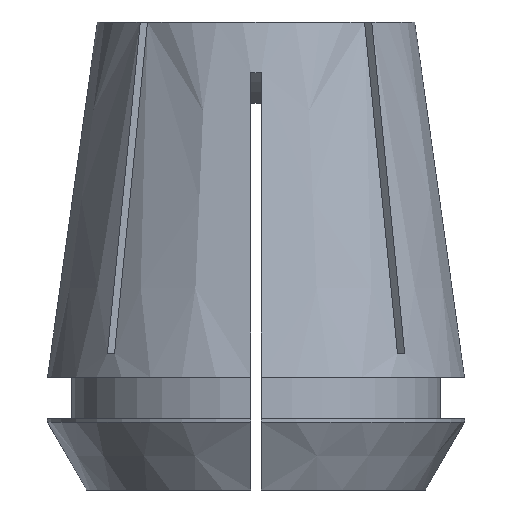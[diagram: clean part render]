
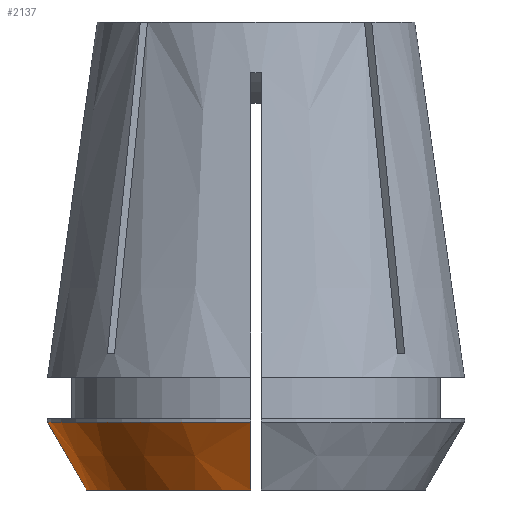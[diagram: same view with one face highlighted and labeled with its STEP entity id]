
A CAD part, front view. The second image highlights one B-rep face of the part: STEP entity #2137.
In plain terms, the highlighted conical face has half-angle 30 degrees and reference radius 16.659 mm.
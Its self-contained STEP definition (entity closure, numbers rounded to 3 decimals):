
#23 = CARTESIAN_POINT ( 'NONE',  ( -0.5, -16.651, -46. ) ) ;
#43 = CARTESIAN_POINT ( 'NONE',  ( -18.429, -0.5, -42.921 ) ) ;
#101 = VERTEX_POINT ( 'NONE', #435 ) ;
#122 = VERTEX_POINT ( 'NONE', #23 ) ;
#135 = ORIENTED_EDGE ( 'NONE', *, *, #1061, .T. ) ;
#258 = CARTESIAN_POINT ( 'NONE',  ( -20.494, -0.5, -39.346 ) ) ;
#362 = DIRECTION ( 'NONE',  ( 0., 0., 1. ) ) ;
#373 = CARTESIAN_POINT ( 'NONE',  ( 0., 0., -46. ) ) ;
#435 = CARTESIAN_POINT ( 'NONE',  ( -16.651, -0.5, -46. ) ) ;
#460 = CARTESIAN_POINT ( 'NONE',  ( -0.5, -20.494, -39.346 ) ) ;
#548 = DIRECTION ( 'NONE',  ( 1., 0., 0. ) ) ;
#763 = B_SPLINE_CURVE_WITH_KNOTS ( 'NONE', 3,
 ( #970, #1913, #1733, #2144, #2865, #2841, #1215 ),
 .UNSPECIFIED., .F., .F.,
 ( 4, 3, 4 ),
 ( 0.021, 0.025, 0.029 ),
 .UNSPECIFIED. ) ;
#824 = DIRECTION ( 'NONE',  ( 1., 0., 0. ) ) ;
#832 = CONICAL_SURFACE ( 'NONE', #1006, 16.659, 0.524 ) ;
#850 = CARTESIAN_POINT ( 'NONE',  ( -17.837, -0.5, -43.947 ) ) ;
#891 = DIRECTION ( 'NONE',  ( 1., 0., 0. ) ) ;
#904 = FACE_OUTER_BOUND ( 'NONE', #1741, .T. ) ;
#934 = ORIENTED_EDGE ( 'NONE', *, *, #2656, .T. ) ;
#970 = CARTESIAN_POINT ( 'NONE',  ( -0.5, -16.651, -46. ) ) ;
#1006 = AXIS2_PLACEMENT_3D ( 'NONE', #2179, #2414, #548 ) ;
#1022 = CARTESIAN_POINT ( 'NONE',  ( -20.494, -0.5, -39.346 ) ) ;
#1061 = EDGE_CURVE ( 'NONE', #122, #1360, #763, .T. ) ;
#1083 = B_SPLINE_CURVE_WITH_KNOTS ( 'NONE', 3,
 ( #1320, #2503, #850, #43, #1113, #1125, #258 ),
 .UNSPECIFIED., .F., .F.,
 ( 4, 3, 4 ),
 ( 0.021, 0.025, 0.029 ),
 .UNSPECIFIED. ) ;
#1101 = CIRCLE ( 'NONE', #1181, 16.659 ) ;
#1113 = CARTESIAN_POINT ( 'NONE',  ( -19.118, -0.5, -41.73 ) ) ;
#1125 = CARTESIAN_POINT ( 'NONE',  ( -19.806, -0.5, -40.538 ) ) ;
#1181 = AXIS2_PLACEMENT_3D ( 'NONE', #373, #362, #824 ) ;
#1215 = CARTESIAN_POINT ( 'NONE',  ( -0.5, -20.494, -39.346 ) ) ;
#1320 = CARTESIAN_POINT ( 'NONE',  ( -16.651, -0.5, -46. ) ) ;
#1323 = CIRCLE ( 'NONE', #1467, 20.5 ) ;
#1359 = EDGE_CURVE ( 'NONE', #1588, #1360, #1323, .T. ) ;
#1360 = VERTEX_POINT ( 'NONE', #460 ) ;
#1424 = ORIENTED_EDGE ( 'NONE', *, *, #1457, .F. ) ;
#1457 = EDGE_CURVE ( 'NONE', #101, #1588, #1083, .T. ) ;
#1467 = AXIS2_PLACEMENT_3D ( 'NONE', #2274, #2281, #891 ) ;
#1588 = VERTEX_POINT ( 'NONE', #1022 ) ;
#1733 = CARTESIAN_POINT ( 'NONE',  ( -0.5, -17.837, -43.947 ) ) ;
#1741 = EDGE_LOOP ( 'NONE', ( #1424, #934, #135, #1824 ) ) ;
#1824 = ORIENTED_EDGE ( 'NONE', *, *, #1359, .F. ) ;
#1913 = CARTESIAN_POINT ( 'NONE',  ( -0.5, -17.244, -44.974 ) ) ;
#2137 = ADVANCED_FACE ( 'NONE', ( #904 ), #832, .T. ) ;
#2144 = CARTESIAN_POINT ( 'NONE',  ( -0.5, -18.429, -42.921 ) ) ;
#2179 = CARTESIAN_POINT ( 'NONE',  ( 0., 0., -46. ) ) ;
#2274 = CARTESIAN_POINT ( 'NONE',  ( 0., 0., -39.346 ) ) ;
#2281 = DIRECTION ( 'NONE',  ( 0., 0., 1. ) ) ;
#2414 = DIRECTION ( 'NONE',  ( 0., 0., 1. ) ) ;
#2503 = CARTESIAN_POINT ( 'NONE',  ( -17.244, -0.5, -44.974 ) ) ;
#2656 = EDGE_CURVE ( 'NONE', #101, #122, #1101, .T. ) ;
#2841 = CARTESIAN_POINT ( 'NONE',  ( -0.5, -19.806, -40.538 ) ) ;
#2865 = CARTESIAN_POINT ( 'NONE',  ( -0.5, -19.118, -41.73 ) ) ;
